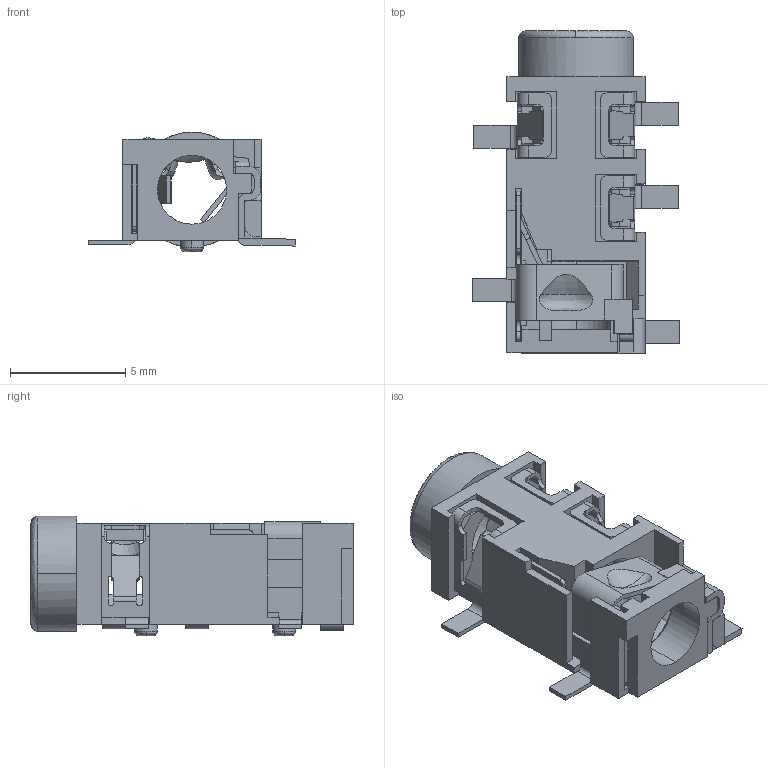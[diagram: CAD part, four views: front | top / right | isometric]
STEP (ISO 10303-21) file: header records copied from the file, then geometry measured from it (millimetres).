
FILE_DESCRIPTION(('FreeCAD Model'),'2;1');
FILE_NAME('10038075.step','2019-07-07T12:29:37',( 'kicad StepUp'),('ksu MCAD'),'Open CASCADE STEP processor 7.3', 'FreeCAD','Unknown');
FILE_SCHEMA(('AUTOMOTIVE_DESIGN { 1 0 10303 214 1 1 1 1 }'));
Products named in the file (1): 10038075
Bounding box: 9 x 14 x 5.2 mm (x, y, z)
Volume: 157.3 mm3; surface area: 767.3 mm2
Topology: 6 solids, 6 shells, 519 faces, 4349 edges, 12528 vertices
Faces by surface type: plane 332, cylinder 117, bspline 57, cone 13
Entity records: 56962 total; most frequent: CARTESIAN_POINT 25563, DIRECTION 5792, LINE 3156, VECTOR 3156, GEOMETRIC_CURVE_SET 2899, ORIENTED_EDGE 2898, TRIMMED_CURVE 2898, EDGE_CURVE 1449
